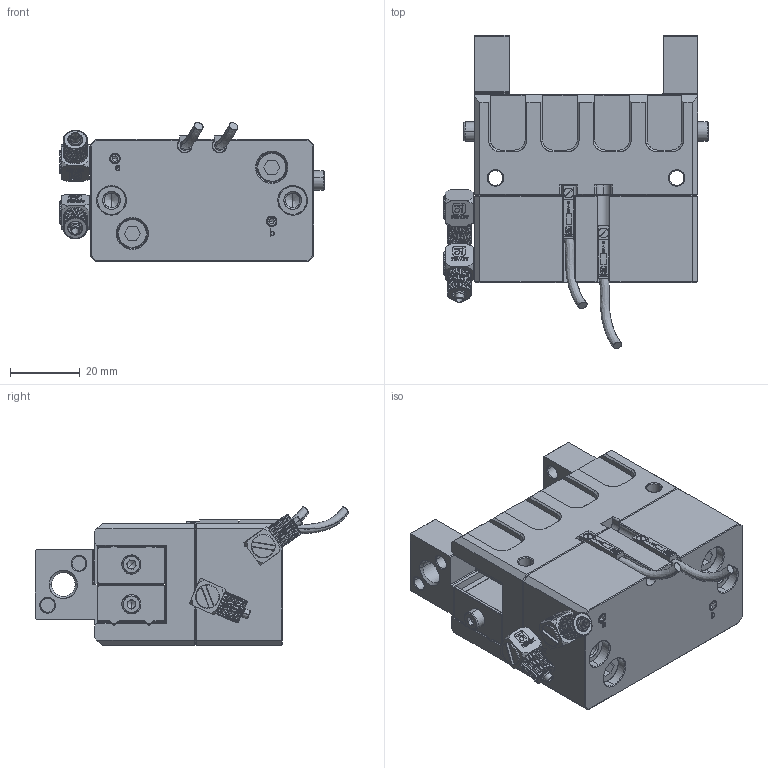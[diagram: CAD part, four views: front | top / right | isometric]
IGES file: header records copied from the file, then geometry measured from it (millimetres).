
Start section: SolidWorks IGES file using analytic representation for surfaces
Global section: file name: FY-MPG-plus- 64-00.IGS,; native system: SolidWorks 2015; preprocessor: SolidWorks 2015; author: Administrator; date: 231130.150434; units: millimetre
Bounding box: 75.96 x 89.88 x 39.82 mm (x, y, z)
Surface area: 43283.1 mm2 (no closed solid volume)
Topology: 0 solids, 0 shells, 3388 faces, 27747 edges, 27713 vertices
Faces by surface type: bspline 2492, revolution 896
